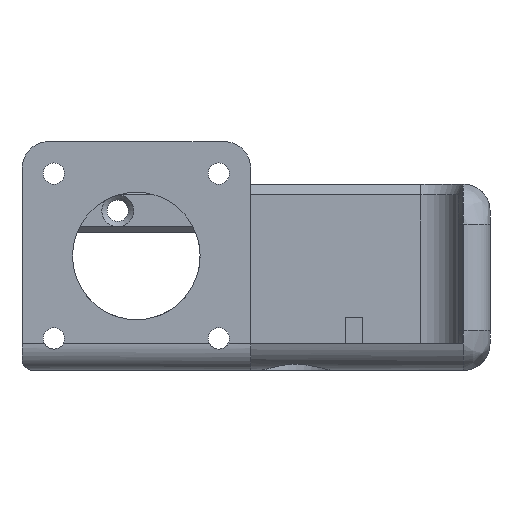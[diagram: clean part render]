
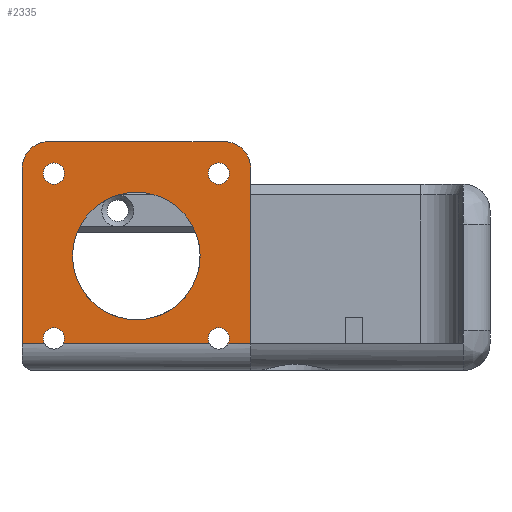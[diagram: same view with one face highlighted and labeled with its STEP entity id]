
A CAD part, front view. The second image highlights one B-rep face of the part: STEP entity #2335.
In plain terms, the highlighted planar face has unit normal (0, -1, 0).
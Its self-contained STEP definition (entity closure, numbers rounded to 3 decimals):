
#84=FACE_BOUND('',#709,.T.);
#85=FACE_BOUND('',#710,.T.);
#86=FACE_BOUND('',#711,.T.);
#118=PLANE('',#2575);
#187=LINE('',#5190,#352);
#230=LINE('',#5508,#395);
#235=LINE('',#5523,#400);
#254=LINE('',#5809,#419);
#256=LINE('',#5812,#421);
#257=LINE('',#5828,#422);
#352=VECTOR('',#2850,10.);
#395=VECTOR('',#3007,10.);
#400=VECTOR('',#3022,10.);
#419=VECTOR('',#3111,10.);
#421=VECTOR('',#3113,10.);
#422=VECTOR('',#3114,10.);
#573=FACE_OUTER_BOUND('',#708,.T.);
#708=EDGE_LOOP('',(#2003,#2004,#2005,#2006,#2007,#2008,#2009,#2010,#2011,
#2012,#2013,#2014));
#709=EDGE_LOOP('',(#2015));
#710=EDGE_LOOP('',(#2016));
#711=EDGE_LOOP('',(#2017));
#783=CIRCLE('',#2411,2.);
#785=CIRCLE('',#2415,2.);
#788=CIRCLE('',#2420,12.);
#852=CIRCLE('',#2530,5.);
#853=CIRCLE('',#2533,5.);
#877=CIRCLE('',#2570,2.);
#878=CIRCLE('',#2571,2.);
#879=CIRCLE('',#2573,2.);
#880=CIRCLE('',#2574,2.);
#986=VERTEX_POINT('',#5023);
#988=VERTEX_POINT('',#5031);
#991=VERTEX_POINT('',#5041);
#1040=VERTEX_POINT('',#5187);
#1041=VERTEX_POINT('',#5189);
#1094=VERTEX_POINT('',#5505);
#1095=VERTEX_POINT('',#5507);
#1099=VERTEX_POINT('',#5517);
#1100=VERTEX_POINT('',#5521);
#1124=VERTEX_POINT('',#5793);
#1125=VERTEX_POINT('',#5794);
#1126=VERTEX_POINT('',#5811);
#1127=VERTEX_POINT('',#5813);
#1129=VERTEX_POINT('',#5834);
#1130=VERTEX_POINT('',#5839);
#1215=EDGE_CURVE('',#986,#986,#783,.T.);
#1219=EDGE_CURVE('',#988,#988,#785,.T.);
#1224=EDGE_CURVE('',#991,#991,#788,.T.);
#1295=EDGE_CURVE('',#1040,#1041,#187,.T.);
#1389=EDGE_CURVE('',#1095,#1094,#230,.T.);
#1395=EDGE_CURVE('',#1094,#1099,#852,.T.);
#1397=EDGE_CURVE('',#1100,#1099,#235,.T.);
#1398=EDGE_CURVE('',#1100,#1041,#853,.T.);
#1441=EDGE_CURVE('',#1125,#1040,#254,.T.);
#1443=EDGE_CURVE('',#1095,#1126,#256,.T.);
#1445=EDGE_CURVE('',#1127,#1124,#257,.T.);
#1448=EDGE_CURVE('',#1129,#1124,#877,.T.);
#1450=EDGE_CURVE('',#1125,#1129,#878,.T.);
#1451=EDGE_CURVE('',#1130,#1126,#879,.T.);
#1453=EDGE_CURVE('',#1127,#1130,#880,.T.);
#2003=ORIENTED_EDGE('',*,*,#1441,.F.);
#2004=ORIENTED_EDGE('',*,*,#1450,.T.);
#2005=ORIENTED_EDGE('',*,*,#1448,.T.);
#2006=ORIENTED_EDGE('',*,*,#1445,.F.);
#2007=ORIENTED_EDGE('',*,*,#1453,.T.);
#2008=ORIENTED_EDGE('',*,*,#1451,.T.);
#2009=ORIENTED_EDGE('',*,*,#1443,.F.);
#2010=ORIENTED_EDGE('',*,*,#1389,.T.);
#2011=ORIENTED_EDGE('',*,*,#1395,.T.);
#2012=ORIENTED_EDGE('',*,*,#1397,.F.);
#2013=ORIENTED_EDGE('',*,*,#1398,.T.);
#2014=ORIENTED_EDGE('',*,*,#1295,.F.);
#2015=ORIENTED_EDGE('',*,*,#1215,.T.);
#2016=ORIENTED_EDGE('',*,*,#1224,.T.);
#2017=ORIENTED_EDGE('',*,*,#1219,.T.);
#2335=ADVANCED_FACE('',(#573,#84,#85,#86),#118,.T.);
#2411=AXIS2_PLACEMENT_3D('',#5024,#2691,#2692);
#2415=AXIS2_PLACEMENT_3D('',#5032,#2701,#2702);
#2420=AXIS2_PLACEMENT_3D('',#5042,#2713,#2714);
#2530=AXIS2_PLACEMENT_3D('',#5519,#3017,#3018);
#2533=AXIS2_PLACEMENT_3D('',#5525,#3025,#3026);
#2570=AXIS2_PLACEMENT_3D('',#5835,#3122,#3123);
#2571=AXIS2_PLACEMENT_3D('',#5837,#3125,#3126);
#2573=AXIS2_PLACEMENT_3D('',#5840,#3129,#3130);
#2574=AXIS2_PLACEMENT_3D('',#5842,#3132,#3133);
#2575=AXIS2_PLACEMENT_3D('',#5843,#3134,#3135);
#2691=DIRECTION('center_axis',(0.,1.,0.));
#2692=DIRECTION('ref_axis',(1.,0.,0.));
#2701=DIRECTION('center_axis',(0.,1.,0.));
#2702=DIRECTION('ref_axis',(1.,0.,0.));
#2713=DIRECTION('center_axis',(0.,1.,0.));
#2714=DIRECTION('ref_axis',(1.,0.,0.));
#2850=DIRECTION('',(0.,0.,1.));
#3007=DIRECTION('',(0.,0.,1.));
#3017=DIRECTION('center_axis',(0.,-1.,0.));
#3018=DIRECTION('ref_axis',(1.,0.,0.));
#3022=DIRECTION('',(1.,0.,0.));
#3025=DIRECTION('center_axis',(0.,-1.,0.));
#3026=DIRECTION('ref_axis',(1.,0.,0.));
#3111=DIRECTION('',(-1.,0.,0.));
#3113=DIRECTION('',(-1.,0.,0.));
#3114=DIRECTION('',(-1.,0.,0.));
#3122=DIRECTION('center_axis',(0.,1.,0.));
#3123=DIRECTION('ref_axis',(1.,0.,0.));
#3125=DIRECTION('center_axis',(0.,1.,0.));
#3126=DIRECTION('ref_axis',(1.,0.,0.));
#3129=DIRECTION('center_axis',(0.,1.,0.));
#3130=DIRECTION('ref_axis',(1.,0.,0.));
#3132=DIRECTION('center_axis',(0.,1.,0.));
#3133=DIRECTION('ref_axis',(1.,0.,0.));
#3134=DIRECTION('center_axis',(0.,-1.,0.));
#3135=DIRECTION('ref_axis',(0.,0.,-1.));
#5023=CARTESIAN_POINT('',(-15.,-99.,5.));
#5024=CARTESIAN_POINT('Origin',(-13.,-99.,5.));
#5031=CARTESIAN_POINT('',(16.,-99.,5.));
#5032=CARTESIAN_POINT('Origin',(18.,-99.,5.));
#5041=CARTESIAN_POINT('',(-9.5,-99.,-10.5));
#5042=CARTESIAN_POINT('Origin',(2.5,-99.,-10.5));
#5187=CARTESIAN_POINT('',(-19.,-99.,-27.));
#5189=CARTESIAN_POINT('',(-19.,-99.,6.));
#5190=CARTESIAN_POINT('',(-19.,-99.,3.));
#5505=CARTESIAN_POINT('',(24.,-99.,6.));
#5507=CARTESIAN_POINT('',(24.,-99.,-27.));
#5508=CARTESIAN_POINT('',(24.,-99.,3.));
#5517=CARTESIAN_POINT('',(19.,-99.,11.));
#5519=CARTESIAN_POINT('Origin',(19.,-99.,6.));
#5521=CARTESIAN_POINT('',(-14.,-99.,11.));
#5523=CARTESIAN_POINT('',(25.,-99.,11.));
#5525=CARTESIAN_POINT('Origin',(-14.,-99.,6.));
#5793=CARTESIAN_POINT('',(-11.268,-99.,-27.));
#5794=CARTESIAN_POINT('',(-14.732,-99.,-27.));
#5809=CARTESIAN_POINT('',(59.5,-99.,-27.));
#5811=CARTESIAN_POINT('',(19.732,-99.,-27.));
#5812=CARTESIAN_POINT('',(59.5,-99.,-27.));
#5813=CARTESIAN_POINT('',(16.268,-99.,-27.));
#5828=CARTESIAN_POINT('',(59.5,-99.,-27.));
#5834=CARTESIAN_POINT('',(-15.,-99.,-26.));
#5835=CARTESIAN_POINT('Origin',(-13.,-99.,-26.));
#5837=CARTESIAN_POINT('Origin',(-13.,-99.,-26.));
#5839=CARTESIAN_POINT('',(16.,-99.,-26.));
#5840=CARTESIAN_POINT('Origin',(18.,-99.,-26.));
#5842=CARTESIAN_POINT('Origin',(18.,-99.,-26.));
#5843=CARTESIAN_POINT('Origin',(69.,-99.,3.));
